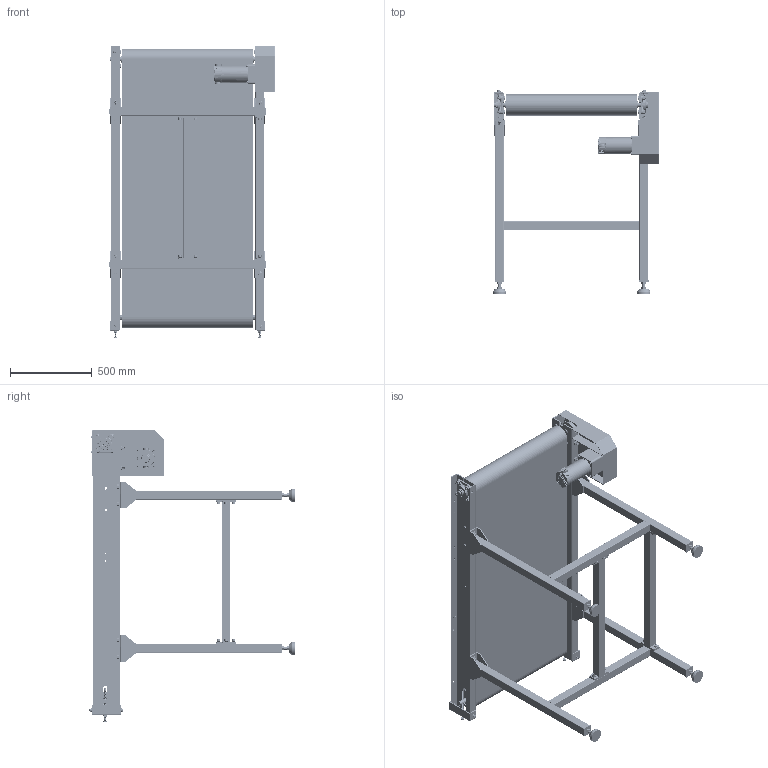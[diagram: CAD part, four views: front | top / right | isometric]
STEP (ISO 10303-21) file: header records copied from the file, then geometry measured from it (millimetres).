
FILE_DESCRIPTION(('FreeCAD Model'),'2;1');
FILE_NAME('Open CASCADE Shape Model','2025-05-07T16:28:07',('FreeCAD'),( 'FreeCAD'),'Open CASCADE STEP processor 7.6','FreeCAD','Unknown');
FILE_SCHEMA(('AUTOMOTIVE_DESIGN { 1 0 10303 214 1 1 1 1 }'));
Products named in the file (1): Open CASCADE STEP translator 7.6 1
Bounding box: 1018.99 x 1257.41 x 1793.52 mm (x, y, z)
Volume: 35032636.7 mm3; surface area: 14390276.6 mm2
Topology: 233 solids, 233 shells, 9093 faces, 23280 edges, 14876 vertices
Faces by surface type: bspline 9093
Entity records: 509735 total; most frequent: CARTESIAN_POINT 381114, ORIENTED_EDGE 46334, EDGE_CURVE 23167, VERTEX_POINT 14876, B_SPLINE_CURVE_WITH_KNOTS 12352, FACE_BOUND 10089, EDGE_LOOP 10089, ADVANCED_FACE 9093
